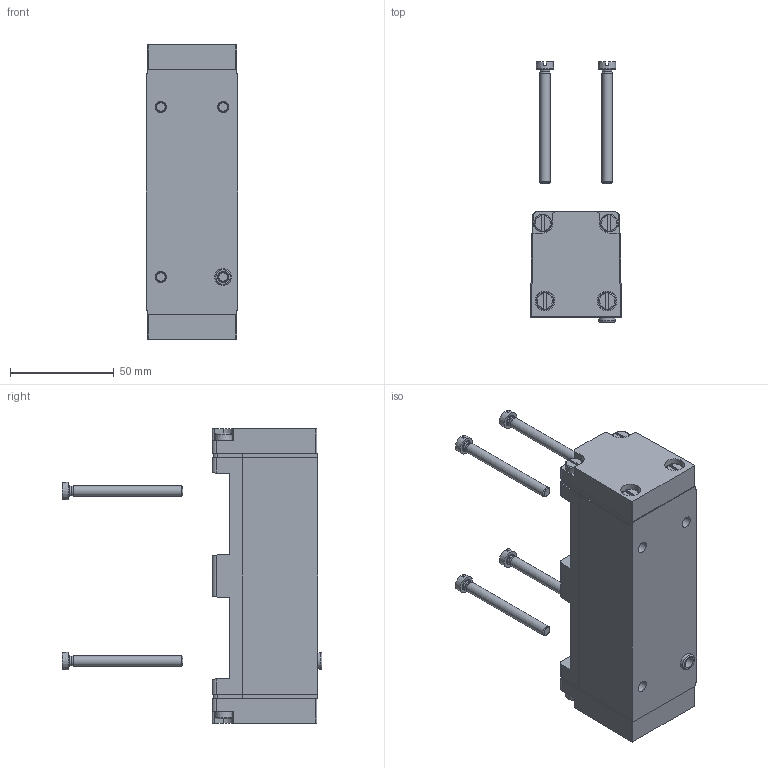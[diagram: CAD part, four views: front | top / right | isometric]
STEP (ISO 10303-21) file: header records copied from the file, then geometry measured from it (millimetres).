
FILE_DESCRIPTION(/* description */ ('STEP AP214'),/* implementation_level */ '2;1');
FILE_NAME(/* name */ '5811_C-5_2-1_2',/* time_stamp */ '2024-08-05T15:53:38+02:00',/* author */ ('License CC BY-ND 4.0'),/* organization */ ('CADENAS'),/* preprocessor_version */ 'ST-DEVELOPER v19.3',/* originating_system */ 'PARTsolutions',/* authorisation */ ' ');
FILE_SCHEMA (('AUTOMOTIVE_DESIGN {1 0 10303 214 3 1 1}'));
Length unit declared in the file: millimetre
Products named in the file (3): 5811 C-5/2-1/2---(high); 5811 C-5/2-1/2---(highH); DIN-84 - M5x55
Assembly tree (5 placements, depth 2):
  5811 C-5/2-1/2---(high)
    5811 C-5/2-1/2---(highH)
    DIN-84 - M5x55  x4
Bounding box: 44 x 125.3 x 142 mm (x, y, z)
Volume: 277082.7 mm3; surface area: 40787 mm2
Topology: 5 solids, 5 shells, 282 faces, 684 edges, 448 vertices
Faces by surface type: plane 167, cylinder 65, cone 29, torus 21
Full cylindrical faces by diameter (mm): 2.5 x9, 3.242 x4, 4 x2, 5 x4, 5.5 x4, 9.5 x4
Entity records: 7142 total; most frequent: CARTESIAN_POINT 1396, DIRECTION 1183, ORIENTED_EDGE 1106, EDGE_CURVE 553, AXIS2_PLACEMENT_3D 449, VERTEX_POINT 390, EDGE_LOOP 327, FACE_BOUND 327
